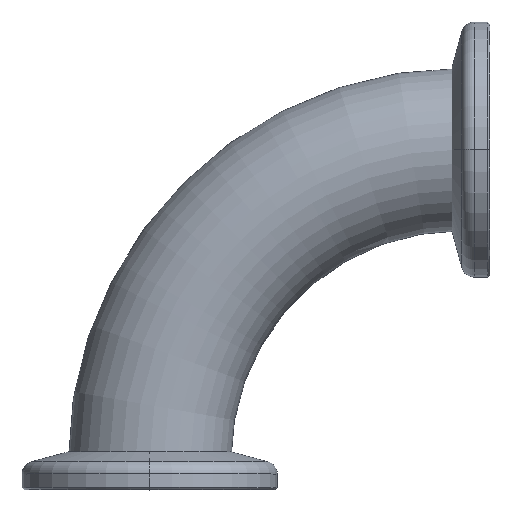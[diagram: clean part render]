
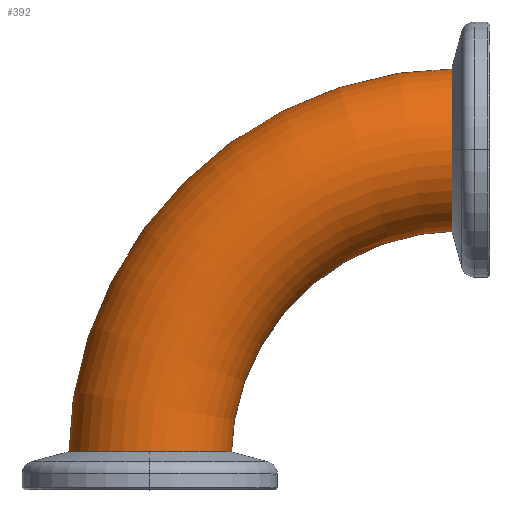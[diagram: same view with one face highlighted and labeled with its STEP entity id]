
A CAD part, top view. The second image highlights one B-rep face of the part: STEP entity #392.
In plain terms, the highlighted toroidal (fillet/blend) face has major radius 36.5 mm and minor radius 9.55 mm.
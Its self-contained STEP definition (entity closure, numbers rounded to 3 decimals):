
#297 = VERTEX_POINT ( 'NONE', #629 ) ;
#298 = VERTEX_POINT ( 'NONE', #628 ) ;
#368 = EDGE_LOOP ( 'NONE', ( #369, #370, #378, #374 ) ) ;
#369 = ORIENTED_EDGE ( 'NONE', *, *, #375, .F. ) ;
#370 = ORIENTED_EDGE ( 'NONE', *, *, #371, .T. ) ;
#371 = EDGE_CURVE ( 'NONE', #297, #387, #665, .T. ) ;
#374 = ORIENTED_EDGE ( 'NONE', *, *, #396, .F. ) ;
#375 = EDGE_CURVE ( 'NONE', #297, #298, #721, .T. ) ;
#378 = ORIENTED_EDGE ( 'NONE', *, *, #379, .T. ) ;
#379 = EDGE_CURVE ( 'NONE', #387, #388, #666, .T. ) ;
#387 = VERTEX_POINT ( 'NONE', #743 ) ;
#388 = VERTEX_POINT ( 'NONE', #742 ) ;
#392 = ADVANCED_FACE ( 'NONE', ( #796 ), #791, .T. ) ;
#396 = EDGE_CURVE ( 'NONE', #298, #388, #803, .T. ) ;
#628 = CARTESIAN_POINT ( 'NONE',  ( 36.5, 26.95, 0. ) ) ;
#629 = CARTESIAN_POINT ( 'NONE',  ( 36.5, 46.05, 0. ) ) ;
#663 = CARTESIAN_POINT ( 'NONE',  ( 36.5, 0., 0. ) ) ;
#664 = AXIS2_PLACEMENT_3D ( 'NONE', #663, #676, #682 ) ;
#665 = CIRCLE ( 'NONE', #664, 46.05 ) ;
#666 = CIRCLE ( 'NONE', #692, 9.55 ) ;
#676 = DIRECTION ( 'NONE',  ( 0., 0., 1. ) ) ;
#682 = DIRECTION ( 'NONE',  ( 1., 0., 0. ) ) ;
#692 = AXIS2_PLACEMENT_3D ( 'NONE', #710, #704, #703 ) ;
#703 = DIRECTION ( 'NONE',  ( 0., 0., 1. ) ) ;
#704 = DIRECTION ( 'NONE',  ( 0., 1., 0. ) ) ;
#710 = CARTESIAN_POINT ( 'NONE',  ( 0., 0., 0. ) ) ;
#712 = CARTESIAN_POINT ( 'NONE',  ( 36.5, 36.5, 0. ) ) ;
#718 = DIRECTION ( 'NONE',  ( 0., 0., 1. ) ) ;
#719 = DIRECTION ( 'NONE',  ( 1., 0., 0. ) ) ;
#720 = AXIS2_PLACEMENT_3D ( 'NONE', #712, #719, #718 ) ;
#721 = CIRCLE ( 'NONE', #720, 9.55 ) ;
#742 = CARTESIAN_POINT ( 'NONE',  ( 9.55, 0., 0. ) ) ;
#743 = CARTESIAN_POINT ( 'NONE',  ( -9.55, 0., 0. ) ) ;
#790 = DIRECTION ( 'NONE',  ( 0., 0., 1. ) ) ;
#791 = TOROIDAL_SURFACE ( 'NONE', #797, 36.5, 9.55 ) ;
#792 = CARTESIAN_POINT ( 'NONE',  ( 36.5, 0., 0. ) ) ;
#793 = DIRECTION ( 'NONE',  ( 1., 0., 0. ) ) ;
#796 = FACE_OUTER_BOUND ( 'NONE', #368, .T. ) ;
#797 = AXIS2_PLACEMENT_3D ( 'NONE', #792, #790, #793 ) ;
#799 = CARTESIAN_POINT ( 'NONE',  ( 36.5, 0., 0. ) ) ;
#800 = DIRECTION ( 'NONE',  ( 1., 0., 0. ) ) ;
#801 = DIRECTION ( 'NONE',  ( 0., 0., 1. ) ) ;
#802 = AXIS2_PLACEMENT_3D ( 'NONE', #799, #801, #800 ) ;
#803 = CIRCLE ( 'NONE', #802, 26.95 ) ;
